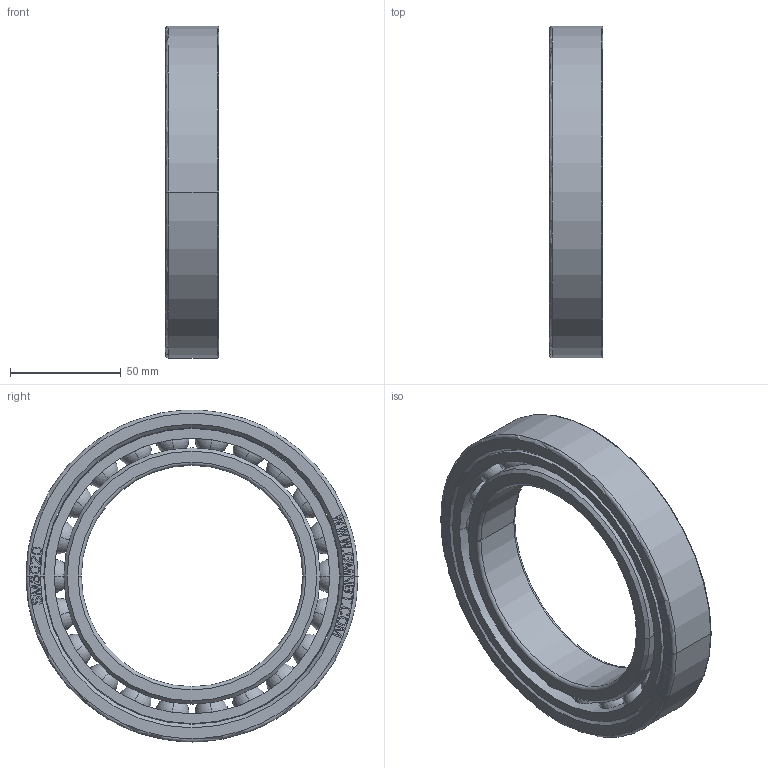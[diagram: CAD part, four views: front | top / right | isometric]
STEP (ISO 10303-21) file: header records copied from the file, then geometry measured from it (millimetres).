
FILE_DESCRIPTION((''),'2;1');
FILE_NAME('SM6020_PRT','2014-03-19T',('sales 4'),(''),'PRO/ENGINEER BY PARAMETRIC TECHNOLOGY CORPORATION, 2013150','PRO/ENGINEER BY PARAMETRIC TECHNOLOGY CORPORATION, 2013150','');
FILE_SCHEMA(('AUTOMOTIVE_DESIGN { 1 0 10303 214 1 1 1 1 }'));
Length unit declared in the file: millimetre
Products named in the file (1): SM6020_PRT
Bounding box: 24.01 x 150 x 150 mm (x, y, z)
Volume: 182838.8 mm3; surface area: 81948.5 mm2
Topology: 3 solids, 3 shells, 744 faces, 2075 edges, 1314 vertices
Faces by surface type: plane 532, cylinder 102, sphere 88, torus 12, cone 10
Entity records: 45665 total; most frequent: CARTESIAN_POINT 20875, ORIENTED_EDGE 3974, DIRECTION 3535, PRESENTATION_STYLE_ASSIGNMENT 2019, STYLED_ITEM 1990, CURVE_STYLE 1987, EDGE_CURVE 1987, VECTOR 1575
